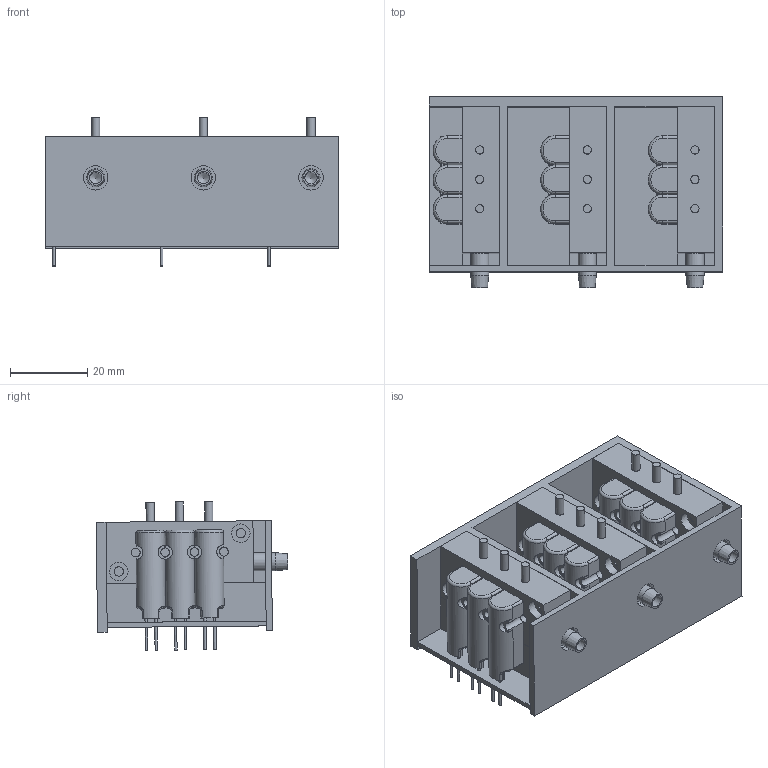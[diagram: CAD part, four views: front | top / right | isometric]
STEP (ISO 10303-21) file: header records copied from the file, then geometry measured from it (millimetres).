
FILE_DESCRIPTION(/* description */ (''),/* implementation_level */ '2;1');
FILE_NAME(/* name */ 'PERP VALVE ASSEMBLY.stp',/* time_stamp */ '2020-06-22T17:31:17-04:00',/* author */ ('goulett'),/* organization */ (''),/* preprocessor_version */ 'ST-DEVELOPER v17',/* originating_system */ 'Autodesk Inventor 2018',/* authorisation */ '');
FILE_SCHEMA (('AUTOMOTIVE_DESIGN { 1 0 10303 214 3 1 1 }'));
Length unit declared in the file: inch
Products named in the file (6): PERP VALVE ASSEMBLY; LFMX0527550B 3X; LFMX0527550B 3X MANIFOLD; LHDB0052015B 2 PORT FACE MOUNT VALVE; VALVE HOLDER; PERP VALVE PCB
Assembly tree (9 placements, depth 3):
  PERP VALVE ASSEMBLY
    LFMX0527550B 3X  x3
      LFMX0527550B 3X MANIFOLD
      LHDB0052015B 2 PORT FACE MOUNT VALVE
    VALVE HOLDER
    PERP VALVE PCB
Bounding box: 76.2 x 49.65 x 38.6 mm (x, y, z)
Volume: 57056.8 mm3; surface area: 40972.8 mm2
Topology: 14 solids, 14 shells, 669 faces, 1521 edges, 962 vertices
Faces by surface type: plane 249, cylinder 243, bspline 126, torus 45, cone 6
Full cylindrical faces by diameter (mm): 0.635 x36, 2.108 x9, 2.286 x48, 2.438 x6, 3.175 x6, 4.699 x3, 4.775 x6, 6.35 x3
Entity records: 6246 total; most frequent: CARTESIAN_POINT 2375, DIRECTION 770, ORIENTED_EDGE 716, EDGE_CURVE 358, AXIS2_PLACEMENT_3D 288, VERTEX_POINT 234, EDGE_LOOP 226, LINE 194
